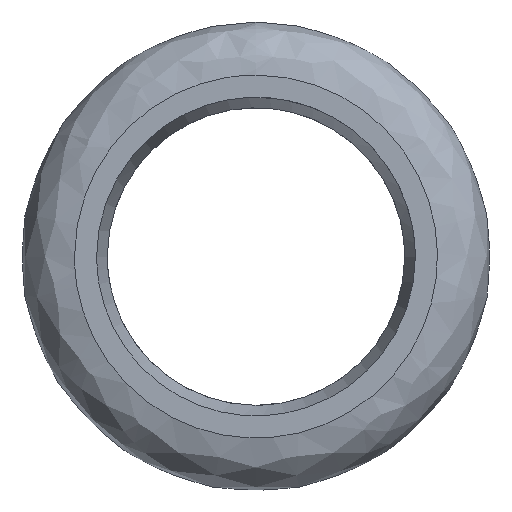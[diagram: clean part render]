
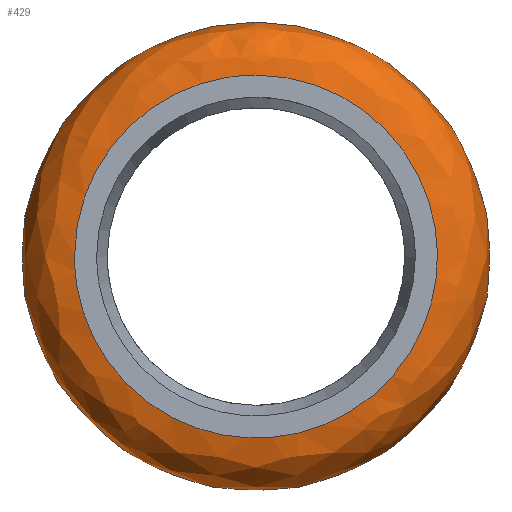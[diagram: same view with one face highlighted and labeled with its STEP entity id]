
A CAD part, left-side view. The second image highlights one B-rep face of the part: STEP entity #429.
In plain terms, the highlighted free-form (B-spline) face has degree [2, 2] with [5, 9] control points.
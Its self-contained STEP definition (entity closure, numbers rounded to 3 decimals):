
#383 = EDGE_CURVE('',#384,#386,#388,.T.);
#384 = VERTEX_POINT('',#385);
#385 = CARTESIAN_POINT('',(0.,10.25,0.));
#386 = VERTEX_POINT('',#387);
#387 = CARTESIAN_POINT('',(0.,0.,10.25));
#388 = ( BOUNDED_CURVE() B_SPLINE_CURVE(2,(#389,#390,#391),
.UNSPECIFIED.,.F.,.F.) B_SPLINE_CURVE_WITH_KNOTS((3,3),(0.,
1.571),.PIECEWISE_BEZIER_KNOTS.) CURVE() 
GEOMETRIC_REPRESENTATION_ITEM() RATIONAL_B_SPLINE_CURVE((1.,
0.707,1.)) REPRESENTATION_ITEM('') );
#389 = CARTESIAN_POINT('',(0.,10.25,0.));
#390 = CARTESIAN_POINT('',(0.,10.25,10.25));
#391 = CARTESIAN_POINT('',(0.,0.,10.25));
#393 = EDGE_CURVE('',#386,#384,#394,.T.);
#394 = ( BOUNDED_CURVE() B_SPLINE_CURVE(2,(#395,#396,#397,#398,#399,#400
,#401),.UNSPECIFIED.,.F.,.F.) B_SPLINE_CURVE_WITH_KNOTS((3,2,2,3),(
    1.571,3.142,4.712,6.283),
.UNSPECIFIED.) CURVE() GEOMETRIC_REPRESENTATION_ITEM() 
RATIONAL_B_SPLINE_CURVE((1.,0.707,1.,0.707,1.,
0.707,1.)) REPRESENTATION_ITEM('') );
#395 = CARTESIAN_POINT('',(0.,0.,10.25));
#396 = CARTESIAN_POINT('',(0.,-10.25,10.25));
#397 = CARTESIAN_POINT('',(0.,-10.25,0.));
#398 = CARTESIAN_POINT('',(0.,-10.25,-10.25));
#399 = CARTESIAN_POINT('',(0.,0.,-10.25));
#400 = CARTESIAN_POINT('',(0.,10.25,-10.25));
#401 = CARTESIAN_POINT('',(0.,10.25,0.));
#429 = ADVANCED_FACE('',(#430),#469,.T.);
#430 = FACE_BOUND('',#431,.T.);
#431 = EDGE_LOOP('',(#432,#442,#452,#458,#466,#467,#468));
#432 = ORIENTED_EDGE('',*,*,#433,.F.);
#433 = EDGE_CURVE('',#434,#436,#438,.T.);
#434 = VERTEX_POINT('',#435);
#435 = CARTESIAN_POINT('',(5.121,12.371,0.));
#436 = VERTEX_POINT('',#437);
#437 = CARTESIAN_POINT('',(5.121,0.,12.371));
#438 = ( BOUNDED_CURVE() B_SPLINE_CURVE(2,(#439,#440,#441),
.UNSPECIFIED.,.F.,.F.) B_SPLINE_CURVE_WITH_KNOTS((3,3),(0.,
1.571),.PIECEWISE_BEZIER_KNOTS.) CURVE() 
GEOMETRIC_REPRESENTATION_ITEM() RATIONAL_B_SPLINE_CURVE((1.,
0.707,1.)) REPRESENTATION_ITEM('') );
#439 = CARTESIAN_POINT('',(5.121,12.371,0.));
#440 = CARTESIAN_POINT('',(5.121,12.371,12.371)
  );
#441 = CARTESIAN_POINT('',(5.121,0.,
    12.371));
#442 = ORIENTED_EDGE('',*,*,#443,.F.);
#443 = EDGE_CURVE('',#444,#434,#446,.T.);
#444 = VERTEX_POINT('',#445);
#445 = CARTESIAN_POINT('',(5.121,-12.371,0.));
#446 = ( BOUNDED_CURVE() B_SPLINE_CURVE(2,(#447,#448,#449,#450,#451),
.UNSPECIFIED.,.F.,.F.) B_SPLINE_CURVE_WITH_KNOTS((3,2,3),(3.142,
4.712,6.283),.PIECEWISE_BEZIER_KNOTS.) CURVE() 
GEOMETRIC_REPRESENTATION_ITEM() RATIONAL_B_SPLINE_CURVE((1.,
0.707,1.,0.707,1.)) REPRESENTATION_ITEM('') );
#447 = CARTESIAN_POINT('',(5.121,-12.371,
    0.));
#448 = CARTESIAN_POINT('',(5.121,-12.371,-12.371
    ));
#449 = CARTESIAN_POINT('',(5.121,0.,
    -12.371));
#450 = CARTESIAN_POINT('',(5.121,12.371,-12.371)
  );
#451 = CARTESIAN_POINT('',(5.121,12.371,
    0.));
#452 = ORIENTED_EDGE('',*,*,#453,.F.);
#453 = EDGE_CURVE('',#436,#444,#454,.T.);
#454 = ( BOUNDED_CURVE() B_SPLINE_CURVE(2,(#455,#456,#457),
.UNSPECIFIED.,.F.,.F.) B_SPLINE_CURVE_WITH_KNOTS((3,3),(1.571,
3.142),.PIECEWISE_BEZIER_KNOTS.) CURVE() 
GEOMETRIC_REPRESENTATION_ITEM() RATIONAL_B_SPLINE_CURVE((1.,
0.707,1.)) REPRESENTATION_ITEM('') );
#455 = CARTESIAN_POINT('',(5.121,0.,
    12.371));
#456 = CARTESIAN_POINT('',(5.121,-12.371,12.371)
  );
#457 = CARTESIAN_POINT('',(5.121,-12.371,
    0.));
#458 = ORIENTED_EDGE('',*,*,#459,.T.);
#459 = EDGE_CURVE('',#436,#386,#460,.T.);
#460 = ( BOUNDED_CURVE() B_SPLINE_CURVE(2,(#461,#462,#463,#464,#465),
.UNSPECIFIED.,.F.,.F.) B_SPLINE_CURVE_WITH_KNOTS((3,2,3),(
-0.785,0.393,1.571),.UNSPECIFIED.) CURVE() 
GEOMETRIC_REPRESENTATION_ITEM() RATIONAL_B_SPLINE_CURVE((1.,
0.831,1.,0.831,1.)) REPRESENTATION_ITEM('') );
#461 = CARTESIAN_POINT('',(5.121,0.,12.371));
#462 = CARTESIAN_POINT('',(3.704,0.,13.789));
#463 = CARTESIAN_POINT('',(1.852,0.,13.022));
#464 = CARTESIAN_POINT('',(0.,0.,12.255));
#465 = CARTESIAN_POINT('',(0.,0.,10.25));
#466 = ORIENTED_EDGE('',*,*,#393,.T.);
#467 = ORIENTED_EDGE('',*,*,#383,.T.);
#468 = ORIENTED_EDGE('',*,*,#459,.F.);
#469 = ( BOUNDED_SURFACE() B_SPLINE_SURFACE(2,2,(
    (#470,#471,#472,#473,#474,#475,#476,#477,#478)
    ,(#479,#480,#481,#482,#483,#484,#485,#486,#487)
    ,(#488,#489,#490,#491,#492,#493,#494,#495,#496)
    ,(#497,#498,#499,#500,#501,#502,#503,#504,#505)
    ,(#506,#507,#508,#509,#510,#511,#512,#513,#514
)),.UNSPECIFIED.,.F.,.T.,.F.) B_SPLINE_SURFACE_WITH_KNOTS((3,2,3),(1,2,2
    ,2,2,2,1),(-1.571,-0.393,0.785),(
    -4.712,-3.142,-1.571,0.,1.571,
    3.142,4.712),.UNSPECIFIED.) 
GEOMETRIC_REPRESENTATION_ITEM() RATIONAL_B_SPLINE_SURFACE((
    (1.,0.707,1.,0.707,1.,0.707,1.
      ,0.707,1.)
    ,(0.831,0.588,0.831,0.588
      ,0.831,0.588,0.831,0.588
      ,0.831)
    ,(1.,0.707,1.,0.707,1.,0.707,1.
      ,0.707,1.)
    ,(0.831,0.588,0.831,0.588
      ,0.831,0.588,0.831,0.588
      ,0.831)
    ,(1.,0.707,1.,0.707,1.,0.707,1.
,0.707,1.))) REPRESENTATION_ITEM('') SURFACE() );
#470 = CARTESIAN_POINT('',(5.121,0.,12.371));
#471 = CARTESIAN_POINT('',(5.121,-12.371,12.371)
  );
#472 = CARTESIAN_POINT('',(5.121,-12.371,0.));
#473 = CARTESIAN_POINT('',(5.121,-12.371,-12.371
    ));
#474 = CARTESIAN_POINT('',(5.121,0.,-12.371));
#475 = CARTESIAN_POINT('',(5.121,12.371,-12.371)
  );
#476 = CARTESIAN_POINT('',(5.121,12.371,0.));
#477 = CARTESIAN_POINT('',(5.121,12.371,12.371)
  );
#478 = CARTESIAN_POINT('',(5.121,0.,12.371));
#479 = CARTESIAN_POINT('',(3.704,0.,13.789));
#480 = CARTESIAN_POINT('',(3.704,-13.789,13.789
    ));
#481 = CARTESIAN_POINT('',(3.704,-13.789,0.));
#482 = CARTESIAN_POINT('',(3.704,-13.789,
    -13.789));
#483 = CARTESIAN_POINT('',(3.704,0.,-13.789));
#484 = CARTESIAN_POINT('',(3.704,13.789,-13.789
    ));
#485 = CARTESIAN_POINT('',(3.704,13.789,0.));
#486 = CARTESIAN_POINT('',(3.704,13.789,13.789)
  );
#487 = CARTESIAN_POINT('',(3.704,0.,13.789));
#488 = CARTESIAN_POINT('',(1.852,0.,13.022));
#489 = CARTESIAN_POINT('',(1.852,-13.022,
    13.022));
#490 = CARTESIAN_POINT('',(1.852,-13.022,0.));
#491 = CARTESIAN_POINT('',(1.852,-13.022,
    -13.022));
#492 = CARTESIAN_POINT('',(1.852,0.,-13.022));
#493 = CARTESIAN_POINT('',(1.852,13.022,
    -13.022));
#494 = CARTESIAN_POINT('',(1.852,13.022,0.));
#495 = CARTESIAN_POINT('',(1.852,13.022,
    13.022));
#496 = CARTESIAN_POINT('',(1.852,0.,13.022));
#497 = CARTESIAN_POINT('',(0.,0.,12.255));
#498 = CARTESIAN_POINT('',(0.,-12.255,
    12.255));
#499 = CARTESIAN_POINT('',(0.,-12.255,0.));
#500 = CARTESIAN_POINT('',(0.,-12.255,
    -12.255));
#501 = CARTESIAN_POINT('',(0.,0.,-12.255));
#502 = CARTESIAN_POINT('',(0.,12.255,
    -12.255));
#503 = CARTESIAN_POINT('',(0.,12.255,0.));
#504 = CARTESIAN_POINT('',(0.,12.255,
    12.255));
#505 = CARTESIAN_POINT('',(0.,0.,12.255));
#506 = CARTESIAN_POINT('',(0.,0.,10.25));
#507 = CARTESIAN_POINT('',(0.,-10.25,10.25));
#508 = CARTESIAN_POINT('',(0.,-10.25,0.));
#509 = CARTESIAN_POINT('',(0.,-10.25,-10.25));
#510 = CARTESIAN_POINT('',(0.,0.,-10.25));
#511 = CARTESIAN_POINT('',(0.,10.25,-10.25));
#512 = CARTESIAN_POINT('',(0.,10.25,0.));
#513 = CARTESIAN_POINT('',(0.,10.25,10.25));
#514 = CARTESIAN_POINT('',(0.,0.,10.25));
